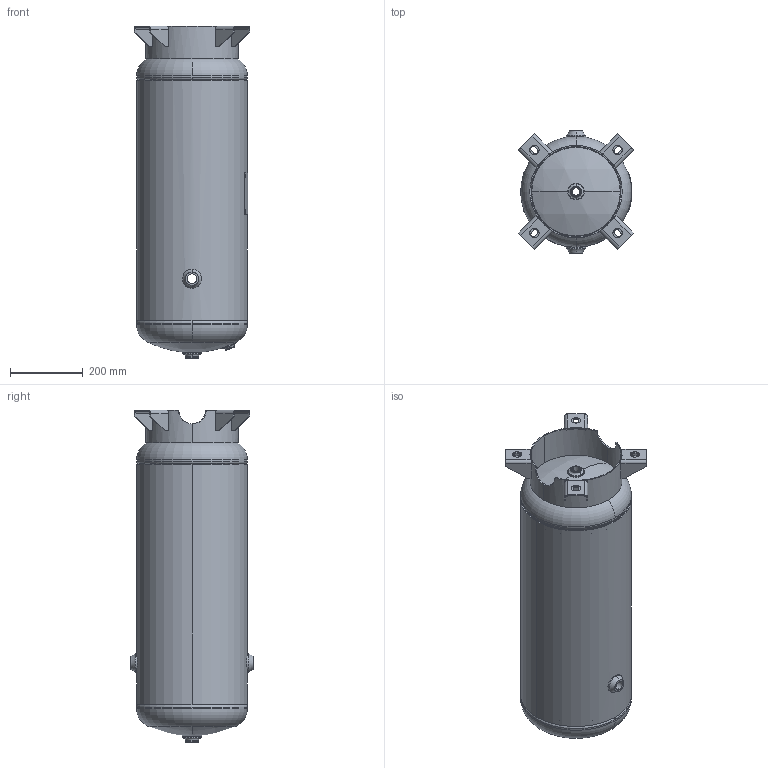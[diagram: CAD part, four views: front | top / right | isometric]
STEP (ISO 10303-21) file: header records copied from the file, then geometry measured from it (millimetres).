
FILE_DESCRIPTION (( 'STEP AP203' ), '1' );
FILE_NAME ('302403.STEP', '2012-02-03T23:31:12', ( '' ), ( '' ), 'SwSTEP 2.0', 'SolidWorks 2011', '' );
FILE_SCHEMA (( 'CONFIG_CONTROL_DESIGN' ));
Length unit declared in the file: inch
Products named in the file (1): 302403
Bounding box: 319.01 x 337.06 x 914.26 mm (x, y, z)
Surface area: 1761144.1 mm2 (no closed solid volume)
Topology: 0 solids, 16 shells, 223 faces, 559 edges, 354 vertices
Faces by surface type: plane 92, cylinder 67, torus 46, bspline 14, sphere 4
Full cylindrical faces by diameter (mm): 297.891 x1, 304.8 x1
Entity records: 9193 total; most frequent: CARTESIAN_POINT 3822, DIRECTION 1156, ORIENTED_EDGE 996, EDGE_CURVE 559, AXIS2_PLACEMENT_3D 453, VERTEX_POINT 354, VECTOR 250, LINE 250
